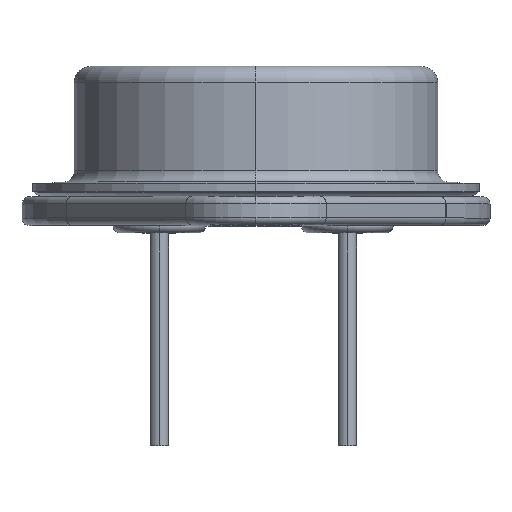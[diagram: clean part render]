
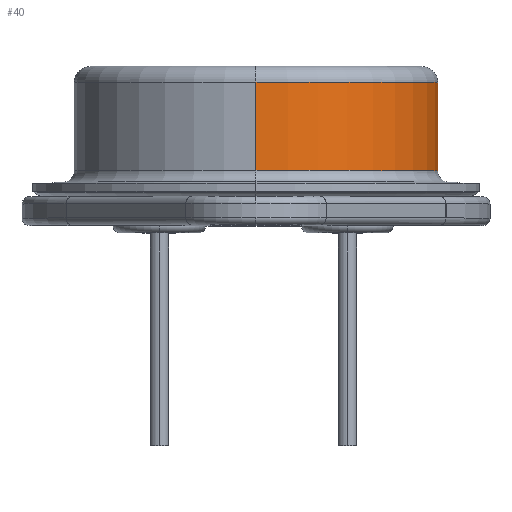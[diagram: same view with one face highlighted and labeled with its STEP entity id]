
A CAD part, top view. The second image highlights one B-rep face of the part: STEP entity #40.
In plain terms, the highlighted cylindrical face has radius 9.905 mm (diameter 19.809 mm), a partial arc.
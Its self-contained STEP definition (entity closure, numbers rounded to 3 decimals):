
#7 = EDGE_CURVE ( 'NONE', #44, #56, #5255, .T. ) ;
#10 = ORIENTED_EDGE ( 'NONE', *, *, #3907, .T. ) ;
#28 = EDGE_LOOP ( 'NONE', ( #3906, #10, #3912, #42 ) ) ;
#40 = ADVANCED_FACE ( 'NONE', ( #5350 ), #5352, .T. ) ;
#42 = ORIENTED_EDGE ( 'NONE', *, *, #3901, .F. ) ;
#44 = VERTEX_POINT ( 'NONE', #5375 ) ;
#56 = VERTEX_POINT ( 'NONE', #5395 ) ;
#3901 = EDGE_CURVE ( 'NONE', #3913, #44, #5900, .T. ) ;
#3902 = EDGE_CURVE ( 'NONE', #3913, #3905, #5894, .T. ) ;
#3905 = VERTEX_POINT ( 'NONE', #5895 ) ;
#3906 = ORIENTED_EDGE ( 'NONE', *, *, #3902, .T. ) ;
#3907 = EDGE_CURVE ( 'NONE', #3905, #56, #5954, .T. ) ;
#3912 = ORIENTED_EDGE ( 'NONE', *, *, #7, .F. ) ;
#3913 = VERTEX_POINT ( 'NONE', #5953 ) ;
#5251 = DIRECTION ( 'NONE',  ( 0., 0., -1. ) ) ;
#5252 = DIRECTION ( 'NONE',  ( 0., -1., 0. ) ) ;
#5253 = CARTESIAN_POINT ( 'NONE',  ( 0., 2.984, 0. ) ) ;
#5254 = AXIS2_PLACEMENT_3D ( 'NONE', #5253, #5252, #5251 ) ;
#5255 = CIRCLE ( 'NONE', #5254, 9.905 ) ;
#5316 = AXIS2_PLACEMENT_3D ( 'NONE', #5353, #5355, #5333 ) ;
#5333 = DIRECTION ( 'NONE',  ( 0., 0., -1. ) ) ;
#5350 = FACE_OUTER_BOUND ( 'NONE', #28, .T. ) ;
#5352 = CYLINDRICAL_SURFACE ( 'NONE', #5316, 9.905 ) ;
#5353 = CARTESIAN_POINT ( 'NONE',  ( 0., 1.57, 0. ) ) ;
#5355 = DIRECTION ( 'NONE',  ( 0., -1., 0. ) ) ;
#5375 = CARTESIAN_POINT ( 'NONE',  ( 0., 2.984, -9.905 ) ) ;
#5395 = CARTESIAN_POINT ( 'NONE',  ( 0., 2.984, 9.905 ) ) ;
#5891 = DIRECTION ( 'NONE',  ( 0., 0., -1. ) ) ;
#5892 = DIRECTION ( 'NONE',  ( 0., -1., 0. ) ) ;
#5893 = AXIS2_PLACEMENT_3D ( 'NONE', #5906, #5892, #5891 ) ;
#5894 = CIRCLE ( 'NONE', #5893, 9.905 ) ;
#5895 = CARTESIAN_POINT ( 'NONE',  ( 0., 7.792, 9.905 ) ) ;
#5897 = DIRECTION ( 'NONE',  ( 0., -1., 0. ) ) ;
#5898 = VECTOR ( 'NONE', #5897, 1000. ) ;
#5899 = CARTESIAN_POINT ( 'NONE',  ( 0., 1.57, -9.905 ) ) ;
#5900 = LINE ( 'NONE', #5899, #5898 ) ;
#5906 = CARTESIAN_POINT ( 'NONE',  ( 0., 7.792, 0. ) ) ;
#5943 = DIRECTION ( 'NONE',  ( 0., -1., 0. ) ) ;
#5944 = VECTOR ( 'NONE', #5943, 1000. ) ;
#5953 = CARTESIAN_POINT ( 'NONE',  ( 0., 7.792, -9.905 ) ) ;
#5954 = LINE ( 'NONE', #5956, #5944 ) ;
#5956 = CARTESIAN_POINT ( 'NONE',  ( 0., 1.57, 9.905 ) ) ;
